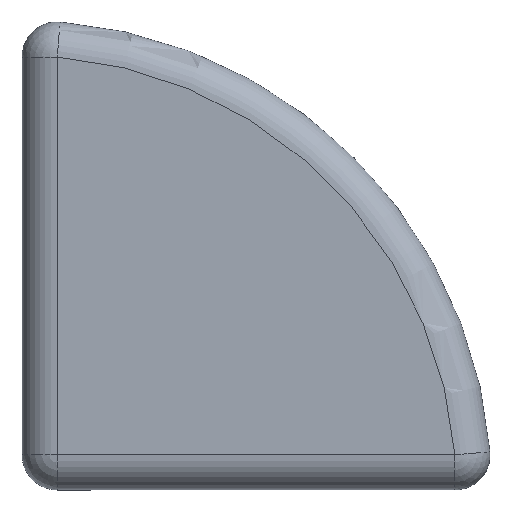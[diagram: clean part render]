
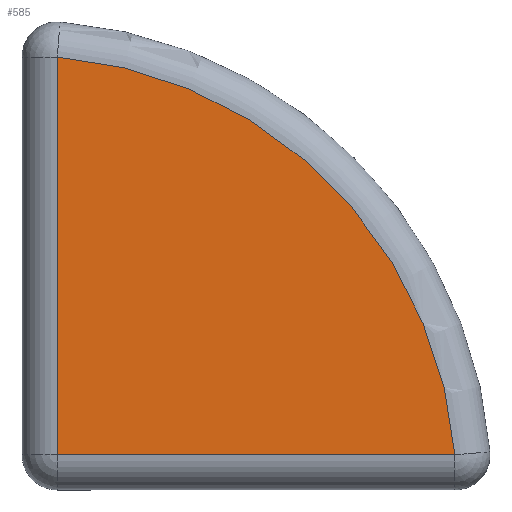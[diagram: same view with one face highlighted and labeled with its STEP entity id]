
A CAD part, top view. The second image highlights one B-rep face of the part: STEP entity #585.
In plain terms, the highlighted planar face has unit normal (0, 0, 1).
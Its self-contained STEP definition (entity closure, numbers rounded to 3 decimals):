
#314=CIRCLE('',#559,37.);
#353=ORIENTED_EDGE('',*,*,#434,.T.);
#354=ORIENTED_EDGE('',*,*,#435,.T.);
#355=ORIENTED_EDGE('',*,*,#432,.T.);
#384=VECTOR('',#518,1.);
#385=VECTOR('',#519,1.);
#396=LINE('',#639,#384);
#397=LINE('',#640,#385);
#410=VERTEX_POINT('',#630);
#411=VERTEX_POINT('',#634);
#412=VERTEX_POINT('',#638);
#432=EDGE_CURVE('',#411,#410,#314,.T.);
#434=EDGE_CURVE('',#410,#412,#396,.T.);
#435=EDGE_CURVE('',#412,#411,#397,.T.);
#448=EDGE_LOOP('',(#353,#354,#355));
#462=FACE_BOUND('',#448,.T.);
#512=DIRECTION('',(0.,0.,1.));
#513=DIRECTION('',(26.158,26.168,0.));
#516=DIRECTION('',(0.,0.,1.));
#517=DIRECTION('',(0.,-1.,0.));
#518=DIRECTION('',(0.,-33.878,0.));
#519=DIRECTION('',(33.878,0.,0.));
#559=AXIS2_PLACEMENT_3D('',#635,#512,#513);
#561=AXIS2_PLACEMENT_3D('',#637,#516,#517);
#576=PLANE('',#561);
#585=ADVANCED_FACE('',(#462),#576,.T.);
#630=CARTESIAN_POINT('',(31.045,39.507,4.));
#634=CARTESIAN_POINT('',(64.924,5.629,4.));
#635=CARTESIAN_POINT('',(28.045,2.629,4.));
#637=CARTESIAN_POINT('',(26.445,1.029,4.));
#638=CARTESIAN_POINT('',(31.045,5.629,4.));
#639=CARTESIAN_POINT('',(31.045,39.507,4.));
#640=CARTESIAN_POINT('',(31.045,5.629,4.));
